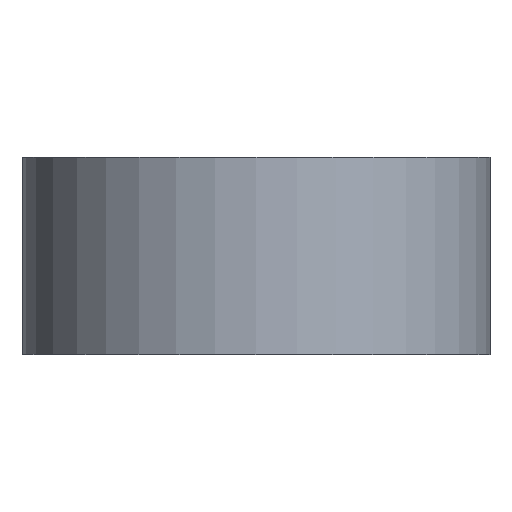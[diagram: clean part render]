
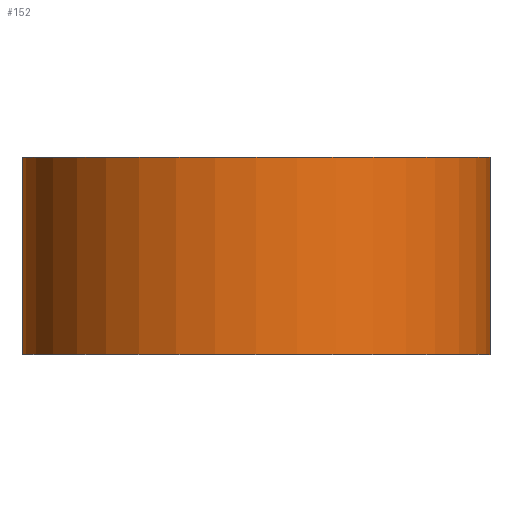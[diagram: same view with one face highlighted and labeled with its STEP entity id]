
A CAD part, top view. The second image highlights one B-rep face of the part: STEP entity #152.
In plain terms, the highlighted cylindrical face has radius 4.75 mm (diameter 9.5 mm), a full revolution.
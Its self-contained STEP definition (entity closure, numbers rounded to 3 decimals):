
#19=FACE_BOUND('',#48,.T.);
#20=FACE_BOUND('',#49,.T.);
#34=FACE_OUTER_BOUND('',#47,.T.);
#47=EDGE_LOOP('',(#121,#122,#123,#124));
#48=EDGE_LOOP('',(#125,#126));
#49=EDGE_LOOP('',(#127,#128));
#59=CIRCLE('',#183,4.75);
#60=CIRCLE('',#185,4.75);
#67=LINE('',#339,#72);
#72=VECTOR('',#221,4.75);
#75=B_SPLINE_CURVE_WITH_KNOTS('',3,(#250,#251,#252,#253,#254,#255,#256,
#257,#258,#259,#260,#261,#262,#263,#264,#265,#266,#267),.UNSPECIFIED.,.F.,
 .F.,(4,2,2,2,2,2,2,2,4),(0.,0.019,0.037,0.059,
0.081,0.104,0.128,0.146,
0.165),.UNSPECIFIED.);
#76=B_SPLINE_CURVE_WITH_KNOTS('',3,(#268,#269,#270,#271,#272,#273,#274,
#275,#276,#277,#278,#279,#280,#281,#282,#283,#284,#285),.UNSPECIFIED.,.F.,
 .F.,(4,2,2,2,2,2,2,2,4),(0.165,0.184,0.203,
0.226,0.25,0.271,0.293,
0.312,0.331),.UNSPECIFIED.);
#77=B_SPLINE_CURVE_WITH_KNOTS('',3,(#293,#294,#295,#296,#297,#298,#299,
#300,#301,#302,#303,#304,#305,#306,#307,#308,#309,#310),.UNSPECIFIED.,.F.,
 .F.,(4,2,2,2,2,2,2,2,4),(0.,0.019,0.038,0.061,
0.084,0.106,0.128,0.147,
0.165),.UNSPECIFIED.);
#78=B_SPLINE_CURVE_WITH_KNOTS('',3,(#311,#312,#313,#314,#315,#316,#317,
#318,#319,#320,#321,#322,#323,#324,#325,#326,#327,#328),.UNSPECIFIED.,.F.,
 .F.,(4,2,2,2,2,2,2,2,4),(0.165,0.184,0.203,
0.224,0.246,0.27,0.293,0.312,
0.331),.UNSPECIFIED.);
#79=VERTEX_POINT('',#248);
#80=VERTEX_POINT('',#249);
#82=VERTEX_POINT('',#291);
#83=VERTEX_POINT('',#292);
#85=VERTEX_POINT('',#334);
#86=VERTEX_POINT('',#337);
#91=EDGE_CURVE('',#79,#80,#75,.T.);
#92=EDGE_CURVE('',#80,#79,#76,.T.);
#95=EDGE_CURVE('',#82,#83,#77,.T.);
#96=EDGE_CURVE('',#83,#82,#78,.T.);
#99=EDGE_CURVE('',#85,#85,#59,.T.);
#100=EDGE_CURVE('',#86,#86,#60,.T.);
#101=EDGE_CURVE('',#86,#85,#67,.T.);
#121=ORIENTED_EDGE('',*,*,#100,.F.);
#122=ORIENTED_EDGE('',*,*,#101,.T.);
#123=ORIENTED_EDGE('',*,*,#99,.F.);
#124=ORIENTED_EDGE('',*,*,#101,.F.);
#125=ORIENTED_EDGE('',*,*,#91,.T.);
#126=ORIENTED_EDGE('',*,*,#92,.T.);
#127=ORIENTED_EDGE('',*,*,#95,.T.);
#128=ORIENTED_EDGE('',*,*,#96,.T.);
#144=CYLINDRICAL_SURFACE('',#184,4.75);
#152=ADVANCED_FACE('',(#34,#19,#20),#144,.T.);
#183=AXIS2_PLACEMENT_3D('',#335,#215,#216);
#184=AXIS2_PLACEMENT_3D('',#336,#217,#218);
#185=AXIS2_PLACEMENT_3D('',#338,#219,#220);
#215=DIRECTION('center_axis',(0.,-1.,0.));
#216=DIRECTION('ref_axis',(1.,0.,0.));
#217=DIRECTION('center_axis',(0.,1.,0.));
#218=DIRECTION('ref_axis',(1.,0.,0.));
#219=DIRECTION('center_axis',(0.,1.,0.));
#220=DIRECTION('ref_axis',(1.,0.,0.));
#221=DIRECTION('',(0.,-1.,0.));
#248=CARTESIAN_POINT('',(-2.04,1.09,1.96));
#249=CARTESIAN_POINT('',(-3.04,1.09,2.6));
#250=CARTESIAN_POINT('Ctrl Pts',(-2.04,1.09,1.96));
#251=CARTESIAN_POINT('Ctrl Pts',(-2.04,1.152,1.96));
#252=CARTESIAN_POINT('Ctrl Pts',(-2.052,1.218,1.966));
#253=CARTESIAN_POINT('Ctrl Pts',(-2.101,1.338,1.99));
#254=CARTESIAN_POINT('Ctrl Pts',(-2.137,1.392,2.008));
#255=CARTESIAN_POINT('Ctrl Pts',(-2.225,1.484,2.053));
#256=CARTESIAN_POINT('Ctrl Pts',(-2.284,1.525,2.085));
#257=CARTESIAN_POINT('Ctrl Pts',(-2.411,1.578,2.157));
#258=CARTESIAN_POINT('Ctrl Pts',(-2.478,1.59,2.197));
#259=CARTESIAN_POINT('Ctrl Pts',(-2.606,1.59,2.278));
#260=CARTESIAN_POINT('Ctrl Pts',(-2.675,1.576,2.324));
#261=CARTESIAN_POINT('Ctrl Pts',(-2.803,1.521,2.414));
#262=CARTESIAN_POINT('Ctrl Pts',(-2.861,1.479,2.458));
#263=CARTESIAN_POINT('Ctrl Pts',(-2.945,1.388,2.523));
#264=CARTESIAN_POINT('Ctrl Pts',(-2.98,1.336,2.551));
#265=CARTESIAN_POINT('Ctrl Pts',(-3.027,1.218,2.59));
#266=CARTESIAN_POINT('Ctrl Pts',(-3.04,1.153,2.6));
#267=CARTESIAN_POINT('Ctrl Pts',(-3.04,1.09,2.6));
#268=CARTESIAN_POINT('Ctrl Pts',(-3.04,1.09,2.6));
#269=CARTESIAN_POINT('Ctrl Pts',(-3.04,1.027,2.6));
#270=CARTESIAN_POINT('Ctrl Pts',(-3.027,0.962,2.59));
#271=CARTESIAN_POINT('Ctrl Pts',(-2.98,0.844,2.551));
#272=CARTESIAN_POINT('Ctrl Pts',(-2.945,0.792,2.523));
#273=CARTESIAN_POINT('Ctrl Pts',(-2.861,0.701,2.458));
#274=CARTESIAN_POINT('Ctrl Pts',(-2.803,0.659,2.414));
#275=CARTESIAN_POINT('Ctrl Pts',(-2.675,0.604,2.324));
#276=CARTESIAN_POINT('Ctrl Pts',(-2.606,0.59,2.278));
#277=CARTESIAN_POINT('Ctrl Pts',(-2.478,0.59,2.197));
#278=CARTESIAN_POINT('Ctrl Pts',(-2.411,0.602,2.157));
#279=CARTESIAN_POINT('Ctrl Pts',(-2.284,0.655,2.085));
#280=CARTESIAN_POINT('Ctrl Pts',(-2.225,0.696,2.053));
#281=CARTESIAN_POINT('Ctrl Pts',(-2.137,0.788,2.008));
#282=CARTESIAN_POINT('Ctrl Pts',(-2.101,0.842,1.99));
#283=CARTESIAN_POINT('Ctrl Pts',(-2.052,0.962,1.966));
#284=CARTESIAN_POINT('Ctrl Pts',(-2.04,1.028,1.96));
#285=CARTESIAN_POINT('Ctrl Pts',(-2.04,1.09,1.96));
#291=CARTESIAN_POINT('',(3.04,-1.09,2.6));
#292=CARTESIAN_POINT('',(2.04,-1.09,1.96));
#293=CARTESIAN_POINT('Ctrl Pts',(3.04,-1.09,2.6));
#294=CARTESIAN_POINT('Ctrl Pts',(3.04,-1.027,2.6));
#295=CARTESIAN_POINT('Ctrl Pts',(3.027,-0.962,2.59));
#296=CARTESIAN_POINT('Ctrl Pts',(2.98,-0.844,2.551));
#297=CARTESIAN_POINT('Ctrl Pts',(2.945,-0.792,2.523));
#298=CARTESIAN_POINT('Ctrl Pts',(2.861,-0.701,2.458));
#299=CARTESIAN_POINT('Ctrl Pts',(2.803,-0.659,2.414));
#300=CARTESIAN_POINT('Ctrl Pts',(2.675,-0.604,2.324));
#301=CARTESIAN_POINT('Ctrl Pts',(2.606,-0.59,2.278));
#302=CARTESIAN_POINT('Ctrl Pts',(2.478,-0.59,2.197));
#303=CARTESIAN_POINT('Ctrl Pts',(2.411,-0.602,2.157));
#304=CARTESIAN_POINT('Ctrl Pts',(2.284,-0.655,2.085));
#305=CARTESIAN_POINT('Ctrl Pts',(2.225,-0.696,2.053));
#306=CARTESIAN_POINT('Ctrl Pts',(2.137,-0.788,2.008));
#307=CARTESIAN_POINT('Ctrl Pts',(2.101,-0.842,1.99));
#308=CARTESIAN_POINT('Ctrl Pts',(2.052,-0.962,1.966));
#309=CARTESIAN_POINT('Ctrl Pts',(2.04,-1.028,1.96));
#310=CARTESIAN_POINT('Ctrl Pts',(2.04,-1.09,1.96));
#311=CARTESIAN_POINT('Ctrl Pts',(2.04,-1.09,1.96));
#312=CARTESIAN_POINT('Ctrl Pts',(2.04,-1.152,1.96));
#313=CARTESIAN_POINT('Ctrl Pts',(2.052,-1.218,1.966));
#314=CARTESIAN_POINT('Ctrl Pts',(2.101,-1.338,1.99));
#315=CARTESIAN_POINT('Ctrl Pts',(2.137,-1.392,2.008));
#316=CARTESIAN_POINT('Ctrl Pts',(2.225,-1.484,2.053));
#317=CARTESIAN_POINT('Ctrl Pts',(2.284,-1.525,2.085));
#318=CARTESIAN_POINT('Ctrl Pts',(2.411,-1.578,2.157));
#319=CARTESIAN_POINT('Ctrl Pts',(2.478,-1.59,2.197));
#320=CARTESIAN_POINT('Ctrl Pts',(2.606,-1.59,2.278));
#321=CARTESIAN_POINT('Ctrl Pts',(2.675,-1.576,2.324));
#322=CARTESIAN_POINT('Ctrl Pts',(2.803,-1.521,2.414));
#323=CARTESIAN_POINT('Ctrl Pts',(2.861,-1.479,2.458));
#324=CARTESIAN_POINT('Ctrl Pts',(2.945,-1.388,2.523));
#325=CARTESIAN_POINT('Ctrl Pts',(2.98,-1.336,2.551));
#326=CARTESIAN_POINT('Ctrl Pts',(3.027,-1.218,2.59));
#327=CARTESIAN_POINT('Ctrl Pts',(3.04,-1.153,2.6));
#328=CARTESIAN_POINT('Ctrl Pts',(3.04,-1.09,2.6));
#334=CARTESIAN_POINT('',(-4.75,-2.,6.25));
#335=CARTESIAN_POINT('Origin',(0.,-2.,6.25));
#336=CARTESIAN_POINT('Origin',(0.,0.,6.25));
#337=CARTESIAN_POINT('',(-4.75,2.,6.25));
#338=CARTESIAN_POINT('Origin',(0.,2.,6.25));
#339=CARTESIAN_POINT('',(-4.75,0.,6.25));
